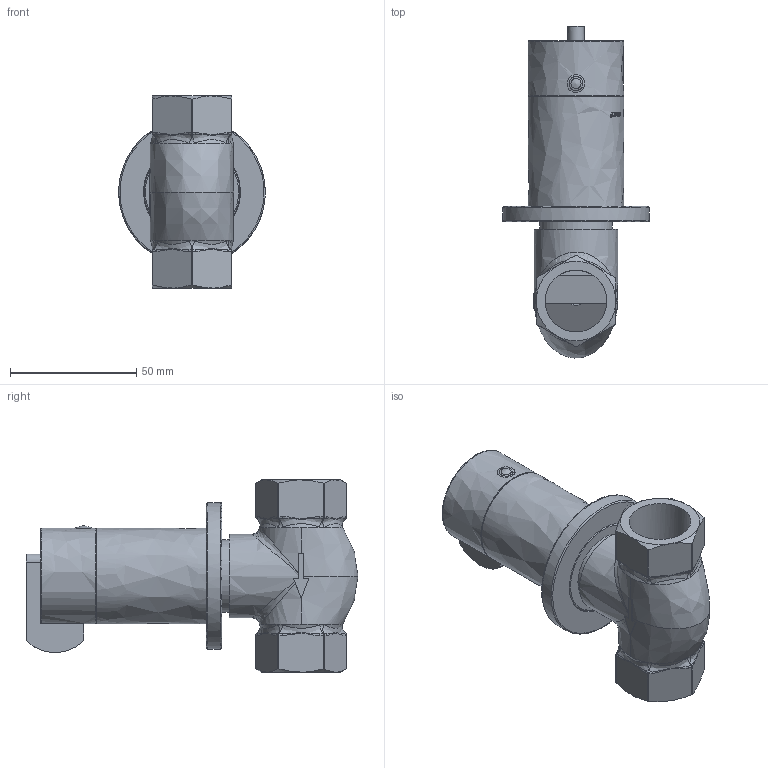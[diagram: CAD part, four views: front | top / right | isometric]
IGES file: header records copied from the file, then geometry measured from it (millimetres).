
Global section: file name: V107-T2; native system: Autodesk Inventor 2018; preprocessor: unknown; author: adaniels; date: 20190708.092032; units: millimetre
Bounding box: 57.99 x 131.44 x 76.2 mm (x, y, z)
Volume: 109811.3 mm3; surface area: 59225 mm2
Topology: 15 solids, 15 shells, 820 faces, 2190 edges, 1435 vertices
Faces by surface type: bspline 820
